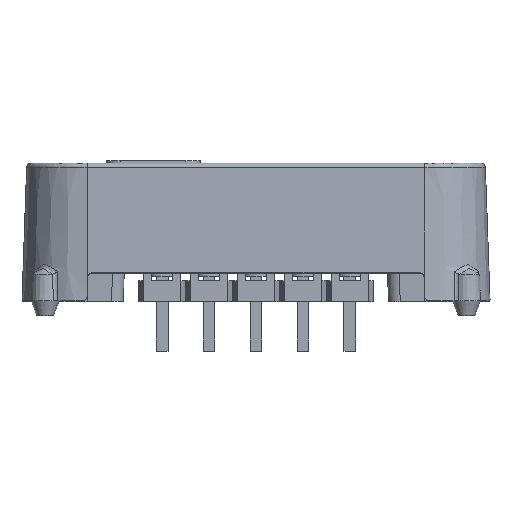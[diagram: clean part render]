
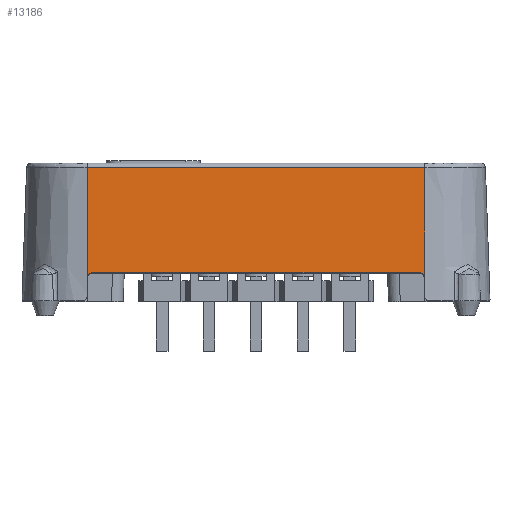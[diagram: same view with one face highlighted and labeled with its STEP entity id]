
A CAD part, top view. The second image highlights one B-rep face of the part: STEP entity #13186.
In plain terms, the highlighted planar face has unit normal (0, 0.035, 0.999).
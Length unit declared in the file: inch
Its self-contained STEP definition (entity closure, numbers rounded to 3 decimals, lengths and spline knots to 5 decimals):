
#408 =( BOUNDED_CURVE ( )  B_SPLINE_CURVE ( 3, ( #1850, #9362, #7459, #7290 ),
 .UNSPECIFIED., .F., .F. ) 
 B_SPLINE_CURVE_WITH_KNOTS ( ( 4, 4 ),
 ( 3.14159, 4.67748 ),
 .UNSPECIFIED. ) 
 CURVE ( )  GEOMETRIC_REPRESENTATION_ITEM ( )  RATIONAL_B_SPLINE_CURVE ( ( 1., 0.813, 0.813, 1. ) ) 
 REPRESENTATION_ITEM ( '' )  );
#514 = EDGE_CURVE ( 'NONE', #1753, #4022, #12279, .T. ) ;
#959 = VECTOR ( 'NONE', #11874, 39.37008 ) ;
#1204 = PLANE ( 'NONE',  #2350 ) ;
#1242 = CARTESIAN_POINT ( 'NONE',  ( 1.51795, 1.47802, 3.20771 ) ) ;
#1385 = ORIENTED_EDGE ( 'NONE', *, *, #9446, .T. ) ;
#1444 = ORIENTED_EDGE ( 'NONE', *, *, #2712, .T. ) ;
#1734 = CARTESIAN_POINT ( 'NONE',  ( 0.80975, 1.43288, 3.20929 ) ) ;
#1753 = VERTEX_POINT ( 'NONE', #5542 ) ;
#1850 = CARTESIAN_POINT ( 'NONE',  ( 1.51795, 1.47802, 3.20771 ) ) ;
#1990 = DIRECTION ( 'NONE',  ( 0.035, 0.999, -0.035 ) ) ;
#2037 = CARTESIAN_POINT ( 'NONE',  ( 0.80975, 1.43288, 3.20929 ) ) ;
#2074 = CARTESIAN_POINT ( 'NONE',  ( 1.52953, 1.42604, 3.20952 ) ) ;
#2118 = CARTESIAN_POINT ( 'NONE',  ( 1.52937, 1.42767, 3.20947 ) ) ;
#2181 = CARTESIAN_POINT ( 'NONE',  ( 0.81099, 1.46837, 3.20805 ) ) ;
#2214 = CARTESIAN_POINT ( 'NONE',  ( 0.80975, 1.70237, 3.19987 ) ) ;
#2350 = AXIS2_PLACEMENT_3D ( 'NONE', #13049, #12958, #4428 ) ;
#2712 = EDGE_CURVE ( 'NONE', #6061, #1753, #6398, .T. ) ;
#2845 = VECTOR ( 'NONE', #13375, 39.37008 ) ;
#3504 = CARTESIAN_POINT ( 'NONE',  ( 0.80975, 1.47802, 3.20771 ) ) ;
#3607 = FACE_OUTER_BOUND ( 'NONE', #4178, .T. ) ;
#3759 = CARTESIAN_POINT ( 'NONE',  ( 1.52795, 1.46837, 3.20805 ) ) ;
#3781 = CARTESIAN_POINT ( 'NONE',  ( 0.82099, 1.47802, 3.20771 ) ) ;
#3831 =( BOUNDED_CURVE ( )  B_SPLINE_CURVE ( 3, ( #8436, #11820, #2074, #12894 ),
 .UNSPECIFIED., .F., .T. ) 
 B_SPLINE_CURVE_WITH_KNOTS ( ( 4, 4 ),
 ( 1.6057, 1.85096 ),
 .UNSPECIFIED. ) 
 CURVE ( )  GEOMETRIC_REPRESENTATION_ITEM ( )  RATIONAL_B_SPLINE_CURVE ( ( 1., 0.995, 0.995, 1. ) ) 
 REPRESENTATION_ITEM ( '' )  );
#3945 = EDGE_CURVE ( 'NONE', #5024, #11021, #7757, .T. ) ;
#4022 = VERTEX_POINT ( 'NONE', #1242 ) ;
#4150 = CARTESIAN_POINT ( 'NONE',  ( 1.52975, 1.70237, 3.19987 ) ) ;
#4178 = EDGE_LOOP ( 'NONE', ( #7659, #13503, #7653, #4347, #12762, #1385, #11440, #1444, #8233 ) ) ;
#4347 = ORIENTED_EDGE ( 'NONE', *, *, #3945, .F. ) ;
#4385 = LINE ( 'NONE', #13363, #4907 ) ;
#4428 = DIRECTION ( 'NONE',  ( 0., -0.999, 0.035 ) ) ;
#4513 = CARTESIAN_POINT ( 'NONE',  ( 1.52795, 1.46837, 3.20805 ) ) ;
#4700 = VECTOR ( 'NONE', #1990, 39.37008 ) ;
#4907 = VECTOR ( 'NONE', #5631, 39.37008 ) ;
#4927 = VECTOR ( 'NONE', #6349, 39.37008 ) ;
#5024 = VERTEX_POINT ( 'NONE', #4150 ) ;
#5338 = EDGE_CURVE ( 'NONE', #4022, #5688, #408, .T. ) ;
#5542 = CARTESIAN_POINT ( 'NONE',  ( 0.82099, 1.47802, 3.20771 ) ) ;
#5631 = DIRECTION ( 'NONE',  ( 0., -0.999, 0.035 ) ) ;
#5688 = VERTEX_POINT ( 'NONE', #3759 ) ;
#5843 = CARTESIAN_POINT ( 'NONE',  ( 0.81119, 1.47406, 3.20785 ) ) ;
#6061 = VERTEX_POINT ( 'NONE', #2181 ) ;
#6347 = LINE ( 'NONE', #4513, #10235 ) ;
#6349 = DIRECTION ( 'NONE',  ( 0., -0.999, 0.035 ) ) ;
#6398 =( BOUNDED_CURVE ( )  B_SPLINE_CURVE ( 3, ( #10212, #5843, #13378, #3781 ),
 .UNSPECIFIED., .F., .F. ) 
 B_SPLINE_CURVE_WITH_KNOTS ( ( 4, 4 ),
 ( 1.6057, 3.14159 ),
 .UNSPECIFIED. ) 
 CURVE ( )  GEOMETRIC_REPRESENTATION_ITEM ( )  RATIONAL_B_SPLINE_CURVE ( ( 1., 0.813, 0.813, 1. ) ) 
 REPRESENTATION_ITEM ( '' )  );
#7202 = EDGE_CURVE ( 'NONE', #9286, #5024, #12078, .T. ) ;
#7290 = CARTESIAN_POINT ( 'NONE',  ( 1.52795, 1.46837, 3.20805 ) ) ;
#7440 = EDGE_CURVE ( 'NONE', #13653, #11021, #3831, .T. ) ;
#7459 = CARTESIAN_POINT ( 'NONE',  ( 1.52775, 1.47406, 3.20785 ) ) ;
#7541 = LINE ( 'NONE', #2037, #4700 ) ;
#7653 = ORIENTED_EDGE ( 'NONE', *, *, #7440, .T. ) ;
#7659 = ORIENTED_EDGE ( 'NONE', *, *, #5338, .T. ) ;
#7757 = LINE ( 'NONE', #9636, #4927 ) ;
#8233 = ORIENTED_EDGE ( 'NONE', *, *, #514, .T. ) ;
#8325 = VERTEX_POINT ( 'NONE', #1734 ) ;
#8436 = CARTESIAN_POINT ( 'NONE',  ( 1.52937, 1.42767, 3.20947 ) ) ;
#8607 = CARTESIAN_POINT ( 'NONE',  ( 1.52975, 1.42525, 3.20955 ) ) ;
#8862 = DIRECTION ( 'NONE',  ( 0.035, -0.999, 0.035 ) ) ;
#9286 = VERTEX_POINT ( 'NONE', #2214 ) ;
#9362 = CARTESIAN_POINT ( 'NONE',  ( 1.52365, 1.47802, 3.20771 ) ) ;
#9446 = EDGE_CURVE ( 'NONE', #9286, #8325, #4385, .T. ) ;
#9636 = CARTESIAN_POINT ( 'NONE',  ( 1.52975, -19645.66929, 689.30121 ) ) ;
#10177 = EDGE_CURVE ( 'NONE', #8325, #6061, #7541, .T. ) ;
#10212 = CARTESIAN_POINT ( 'NONE',  ( 0.81099, 1.46837, 3.20805 ) ) ;
#10235 = VECTOR ( 'NONE', #8862, 39.37008 ) ;
#10577 = EDGE_CURVE ( 'NONE', #5688, #13653, #6347, .T. ) ;
#11021 = VERTEX_POINT ( 'NONE', #8607 ) ;
#11440 = ORIENTED_EDGE ( 'NONE', *, *, #10177, .T. ) ;
#11820 = CARTESIAN_POINT ( 'NONE',  ( 1.5294, 1.42685, 3.2095 ) ) ;
#11874 = DIRECTION ( 'NONE',  ( 1., 0., 0. ) ) ;
#12078 = LINE ( 'NONE', #13084, #959 ) ;
#12279 = LINE ( 'NONE', #3504, #2845 ) ;
#12762 = ORIENTED_EDGE ( 'NONE', *, *, #7202, .F. ) ;
#12894 = CARTESIAN_POINT ( 'NONE',  ( 1.52975, 1.42525, 3.20955 ) ) ;
#12958 = DIRECTION ( 'NONE',  ( 0., 0.035, 0.999 ) ) ;
#13049 = CARTESIAN_POINT ( 'NONE',  ( 0.80975, 1.47502, 3.20781 ) ) ;
#13084 = CARTESIAN_POINT ( 'NONE',  ( 1.16947, 1.70237, 3.19987 ) ) ;
#13186 = ADVANCED_FACE ( 'NONE', ( #3607 ), #1204, .T. ) ;
#13363 = CARTESIAN_POINT ( 'NONE',  ( 0.80975, 1.47502, 3.20781 ) ) ;
#13375 = DIRECTION ( 'NONE',  ( 1., 0., 0. ) ) ;
#13378 = CARTESIAN_POINT ( 'NONE',  ( 0.81529, 1.47802, 3.20771 ) ) ;
#13503 = ORIENTED_EDGE ( 'NONE', *, *, #10577, .T. ) ;
#13653 = VERTEX_POINT ( 'NONE', #2118 ) ;
